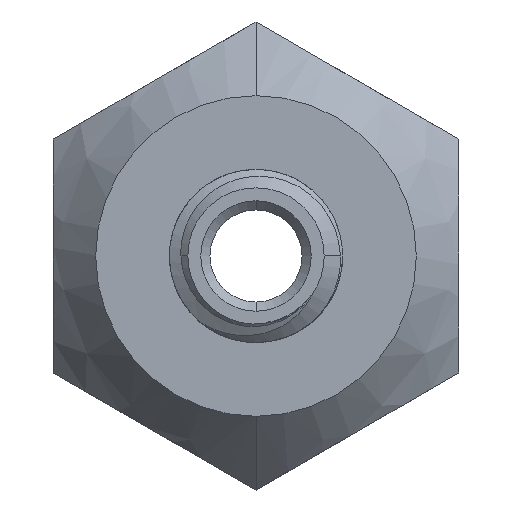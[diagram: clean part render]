
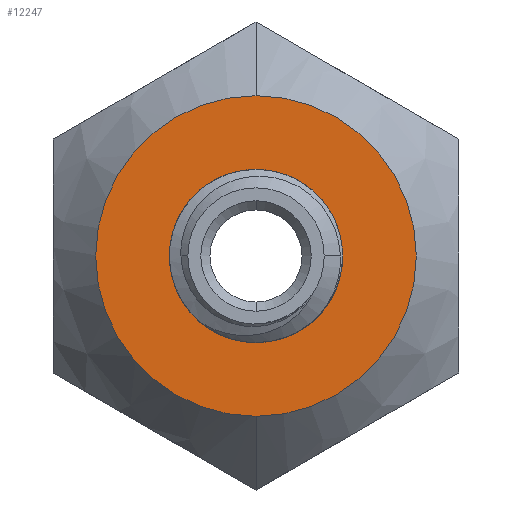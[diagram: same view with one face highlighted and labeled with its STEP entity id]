
A CAD part, front view. The second image highlights one B-rep face of the part: STEP entity #12247.
In plain terms, the highlighted planar face has unit normal (0, -1, 0).
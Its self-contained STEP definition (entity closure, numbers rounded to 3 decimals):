
#2107 = DIRECTION ( 'NONE',  ( 0., 0., 1. ) ) ;
#2929 = ORIENTED_EDGE ( 'NONE', *, *, #22334, .T. ) ;
#4360 = DIRECTION ( 'NONE',  ( 0., 1., 0. ) ) ;
#4928 = ORIENTED_EDGE ( 'NONE', *, *, #6268, .F. ) ;
#6156 = AXIS2_PLACEMENT_3D ( 'NONE', #11541, #31488, #14401 ) ;
#6268 = EDGE_CURVE ( 'NONE', #31288, #34290, #7924, .T. ) ;
#6274 = ORIENTED_EDGE ( 'NONE', *, *, #32865, .T. ) ;
#7924 = CIRCLE ( 'NONE', #6156, 4.35 ) ;
#9329 = AXIS2_PLACEMENT_3D ( 'NONE', #21457, #4360, #24355 ) ;
#9554 = CIRCLE ( 'NONE', #14303, 4.35 ) ;
#11541 = CARTESIAN_POINT ( 'NONE',  ( 0., -0.161, 0. ) ) ;
#12247 = ADVANCED_FACE ( 'NONE', ( #12288, #19909 ), #25764, .F. ) ;
#12288 = FACE_BOUND ( 'NONE', #29845, .T. ) ;
#13364 = CARTESIAN_POINT ( 'NONE',  ( 0., -0.161, -2.25 ) ) ;
#13368 = AXIS2_PLACEMENT_3D ( 'NONE', #17122, #34341, #17245 ) ;
#14225 = CARTESIAN_POINT ( 'NONE',  ( 0., -0.161, 0. ) ) ;
#14303 = AXIS2_PLACEMENT_3D ( 'NONE', #14225, #34207, #17110 ) ;
#14401 = DIRECTION ( 'NONE',  ( 0., 0., 1. ) ) ;
#16351 = EDGE_LOOP ( 'NONE', ( #4928, #26147 ) ) ;
#16563 = CARTESIAN_POINT ( 'NONE',  ( 0., -0.161, 4.35 ) ) ;
#17110 = DIRECTION ( 'NONE',  ( 0., 0., 1. ) ) ;
#17122 = CARTESIAN_POINT ( 'NONE',  ( 0., -0.161, 0. ) ) ;
#17245 = DIRECTION ( 'NONE',  ( 0., 0., 1. ) ) ;
#19202 = DIRECTION ( 'NONE',  ( 0., 1., 0. ) ) ;
#19909 = FACE_OUTER_BOUND ( 'NONE', #16351, .T. ) ;
#20467 = VERTEX_POINT ( 'NONE', #13364 ) ;
#20955 = EDGE_CURVE ( 'NONE', #34290, #31288, #9554, .T. ) ;
#21281 = VERTEX_POINT ( 'NONE', #23238 ) ;
#21457 = CARTESIAN_POINT ( 'NONE',  ( 0., -0.161, 0. ) ) ;
#22334 = EDGE_CURVE ( 'NONE', #21281, #20467, #24329, .T. ) ;
#23238 = CARTESIAN_POINT ( 'NONE',  ( 0., -0.161, 2.25 ) ) ;
#24329 = CIRCLE ( 'NONE', #30793, 2.25 ) ;
#24355 = DIRECTION ( 'NONE',  ( 0., 0., 1. ) ) ;
#25764 = PLANE ( 'NONE',  #13368 ) ;
#26147 = ORIENTED_EDGE ( 'NONE', *, *, #20955, .F. ) ;
#29845 = EDGE_LOOP ( 'NONE', ( #2929, #6274 ) ) ;
#30793 = AXIS2_PLACEMENT_3D ( 'NONE', #36311, #19202, #2107 ) ;
#31288 = VERTEX_POINT ( 'NONE', #16563 ) ;
#31488 = DIRECTION ( 'NONE',  ( 0., 1., 0. ) ) ;
#32134 = CARTESIAN_POINT ( 'NONE',  ( 0., -0.161, -4.35 ) ) ;
#32865 = EDGE_CURVE ( 'NONE', #20467, #21281, #33229, .T. ) ;
#33229 = CIRCLE ( 'NONE', #9329, 2.25 ) ;
#34207 = DIRECTION ( 'NONE',  ( 0., 1., 0. ) ) ;
#34290 = VERTEX_POINT ( 'NONE', #32134 ) ;
#34341 = DIRECTION ( 'NONE',  ( 0., 1., 0. ) ) ;
#36311 = CARTESIAN_POINT ( 'NONE',  ( 0., -0.161, 0. ) ) ;
